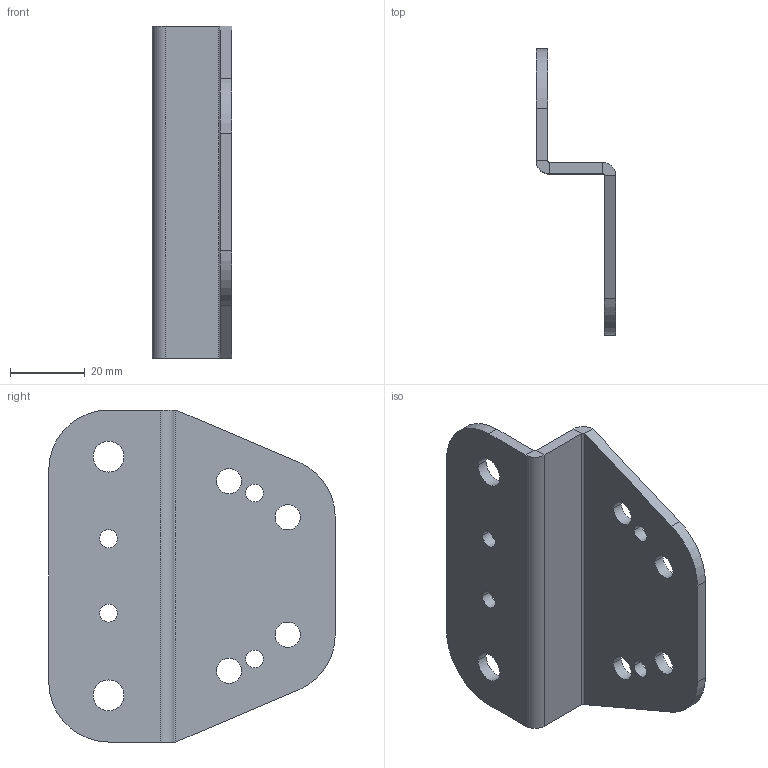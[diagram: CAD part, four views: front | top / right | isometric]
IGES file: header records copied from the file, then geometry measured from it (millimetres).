
Start section:  PTC IGES file: 156638.igs
Global section: file name: 156638.igs; native system: Pro/ENGINEER by Parametric Technology Corporation; preprocessor: 2009141; author: banengservice; organization: Unknown; date: 20110406.115252; units: inch
Bounding box: 21.32 x 76.7 x 88.9 mm (x, y, z)
Volume: 21397.7 mm3; surface area: 15647.4 mm2
Topology: 1 solids, 1 shells, 46 faces, 116 edges, 72 vertices
Faces by surface type: revolution 28, bspline 18
